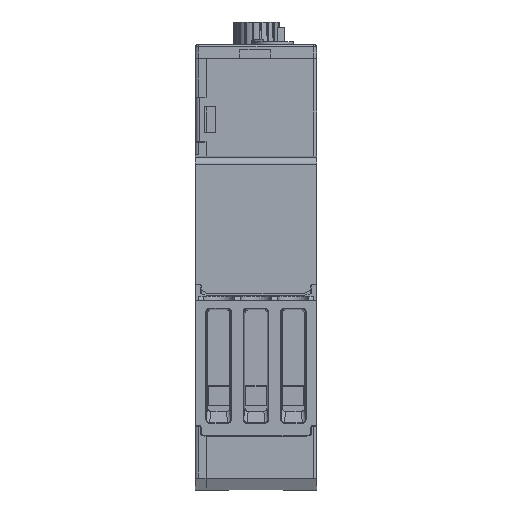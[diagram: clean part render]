
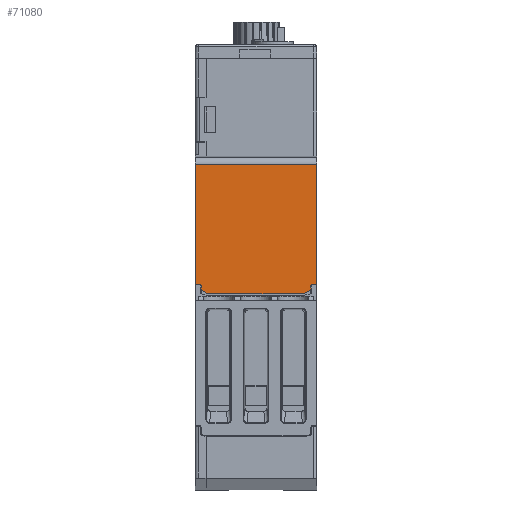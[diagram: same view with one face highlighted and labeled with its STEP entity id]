
A CAD part, left-side view. The second image highlights one B-rep face of the part: STEP entity #71080.
In plain terms, the highlighted planar face has unit normal (-1, 0, 0).
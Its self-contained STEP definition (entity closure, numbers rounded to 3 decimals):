
#4407=PLANE('',#79473);
#12410=LINE('',#135118,#18951);
#12433=LINE('',#135174,#18974);
#12434=LINE('',#135176,#18975);
#12435=LINE('',#135178,#18976);
#12436=LINE('',#135180,#18977);
#12437=LINE('',#135182,#18978);
#12438=LINE('',#135184,#18979);
#12439=LINE('',#135186,#18980);
#12440=LINE('',#135188,#18981);
#12441=LINE('',#135190,#18982);
#18951=VECTOR('',#96813,1000.);
#18974=VECTOR('',#96850,1000.);
#18975=VECTOR('',#96851,1000.);
#18976=VECTOR('',#96852,1000.);
#18977=VECTOR('',#96853,1000.);
#18978=VECTOR('',#96854,1000.);
#18979=VECTOR('',#96855,1000.);
#18980=VECTOR('',#96856,1000.);
#18981=VECTOR('',#96857,1000.);
#18982=VECTOR('',#96858,1000.);
#38162=ORIENTED_EDGE('',*,*,#49650,.T.);
#38163=ORIENTED_EDGE('',*,*,#49623,.F.);
#38164=ORIENTED_EDGE('',*,*,#49651,.F.);
#38165=ORIENTED_EDGE('',*,*,#49652,.F.);
#38166=ORIENTED_EDGE('',*,*,#49653,.F.);
#38167=ORIENTED_EDGE('',*,*,#49654,.F.);
#38168=ORIENTED_EDGE('',*,*,#49655,.F.);
#38169=ORIENTED_EDGE('',*,*,#49656,.F.);
#38170=ORIENTED_EDGE('',*,*,#49657,.F.);
#38171=ORIENTED_EDGE('',*,*,#49658,.T.);
#49623=EDGE_CURVE('',#56655,#56652,#12410,.T.);
#49650=EDGE_CURVE('',#56682,#56652,#12433,.T.);
#49651=EDGE_CURVE('',#56683,#56655,#12434,.T.);
#49652=EDGE_CURVE('',#56684,#56683,#12435,.T.);
#49653=EDGE_CURVE('',#56685,#56684,#12436,.T.);
#49654=EDGE_CURVE('',#56686,#56685,#12437,.T.);
#49655=EDGE_CURVE('',#56687,#56686,#12438,.T.);
#49656=EDGE_CURVE('',#56688,#56687,#12439,.T.);
#49657=EDGE_CURVE('',#56689,#56688,#12440,.T.);
#49658=EDGE_CURVE('',#56689,#56682,#12441,.T.);
#56652=VERTEX_POINT('',#135112);
#56655=VERTEX_POINT('',#135117);
#56682=VERTEX_POINT('',#135175);
#56683=VERTEX_POINT('',#135177);
#56684=VERTEX_POINT('',#135179);
#56685=VERTEX_POINT('',#135181);
#56686=VERTEX_POINT('',#135183);
#56687=VERTEX_POINT('',#135185);
#56688=VERTEX_POINT('',#135187);
#56689=VERTEX_POINT('',#135189);
#61573=EDGE_LOOP('',(#38162,#38163,#38164,#38165,#38166,#38167,#38168,#38169,
#38170,#38171));
#65961=FACE_BOUND('',#61573,.T.);
#71080=ADVANCED_FACE('',(#65961),#4407,.F.);
#79473=AXIS2_PLACEMENT_3D('',#135173,#96848,#96849);
#96813=DIRECTION('',(0.,-1.,0.));
#96848=DIRECTION('',(1.,0.,0.));
#96849=DIRECTION('',(0.,0.,1.));
#96850=DIRECTION('',(0.,0.,1.));
#96851=DIRECTION('',(0.,0.,1.));
#96852=DIRECTION('',(0.,1.,0.));
#96853=DIRECTION('',(0.,0.026,1.));
#96854=DIRECTION('',(0.,0.894,0.447));
#96855=DIRECTION('',(0.,1.,0.));
#96856=DIRECTION('',(0.,0.894,-0.447));
#96857=DIRECTION('',(0.,0.026,-1.));
#96858=DIRECTION('',(0.,-1.,0.));
#135112=CARTESIAN_POINT('',(-35.407,1.2,24.964));
#135117=CARTESIAN_POINT('',(-35.407,19.1,24.964));
#135118=CARTESIAN_POINT('',(-35.407,19.1,24.964));
#135173=CARTESIAN_POINT('',(-35.407,19.1,4.914));
#135174=CARTESIAN_POINT('',(-35.407,1.2,4.914));
#135175=CARTESIAN_POINT('',(-35.407,1.2,7.284));
#135176=CARTESIAN_POINT('',(-35.407,19.1,4.914));
#135177=CARTESIAN_POINT('',(-35.407,19.1,7.284));
#135178=CARTESIAN_POINT('',(-35.407,18.25,7.284));
#135179=CARTESIAN_POINT('',(-35.407,18.247,7.284));
#135180=CARTESIAN_POINT('',(-35.407,18.19,5.138));
#135181=CARTESIAN_POINT('',(-35.407,18.224,6.418));
#135182=CARTESIAN_POINT('',(-35.407,17.255,5.934));
#135183=CARTESIAN_POINT('',(-35.407,17.255,5.934));
#135184=CARTESIAN_POINT('',(-35.407,-10.854,5.934));
#135185=CARTESIAN_POINT('',(-35.407,3.055,5.934));
#135186=CARTESIAN_POINT('',(-35.407,2.055,6.434));
#135187=CARTESIAN_POINT('',(-35.407,2.076,6.423));
#135188=CARTESIAN_POINT('',(-35.407,2.122,4.669));
#135189=CARTESIAN_POINT('',(-35.407,2.053,7.284));
#135190=CARTESIAN_POINT('',(-35.407,2.05,7.284));
